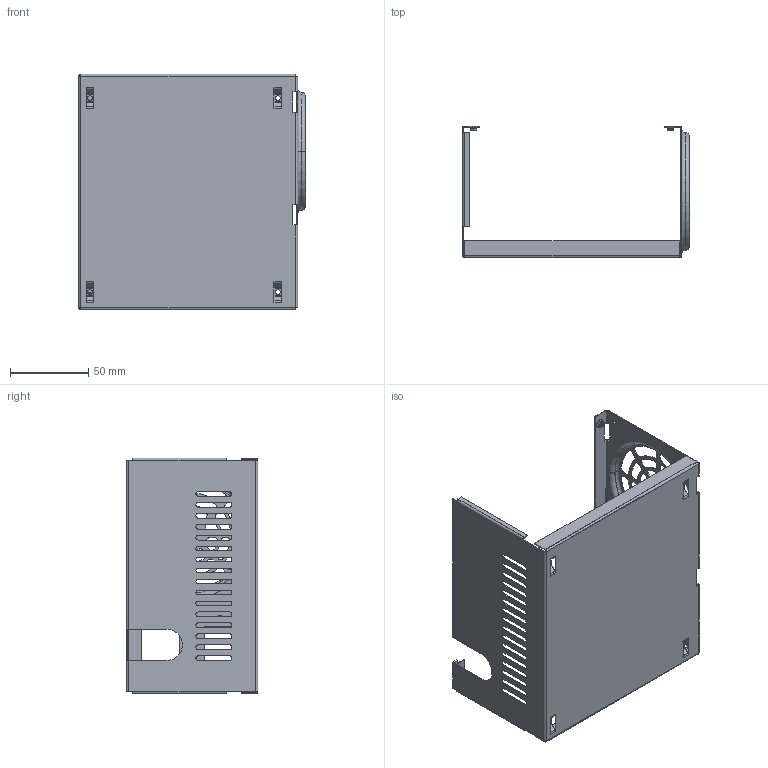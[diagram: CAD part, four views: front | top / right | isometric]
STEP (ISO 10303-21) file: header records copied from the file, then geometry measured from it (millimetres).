
FILE_DESCRIPTION (( 'STEP AP203' ), '1' );
FILE_NAME ('power box sheetmetal.STEP', '2018-12-25T01:18:49', ( '' ), ( '' ), 'SwSTEP 2.0', 'SolidWorks 2017', '' );
FILE_SCHEMA (( 'CONFIG_CONTROL_DESIGN' ));
Length unit declared in the file: millimetre
Products named in the file (1): power box sheetmetal
Bounding box: 145 x 84.04 x 150.67 mm (x, y, z)
Volume: 27996 mm3; surface area: 95421.9 mm2
Topology: 1 solids, 1 shells, 564 faces, 1583 edges, 1010 vertices
Faces by surface type: cylinder 258, plane 238, bspline 48, cone 12, torus 8
Entity records: 19326 total; most frequent: CARTESIAN_POINT 4318, ORIENTED_EDGE 3166, DIRECTION 3071, EDGE_CURVE 1583, AXIS2_PLACEMENT_3D 1067, VERTEX_POINT 1010, VECTOR 937, LINE 937
